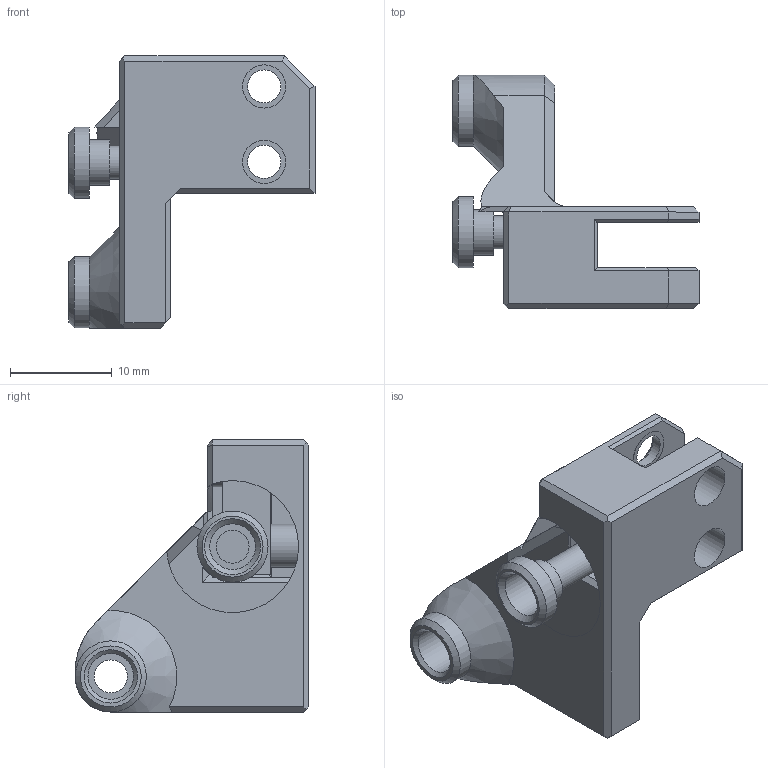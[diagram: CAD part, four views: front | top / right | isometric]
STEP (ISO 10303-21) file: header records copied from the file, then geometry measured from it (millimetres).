
FILE_DESCRIPTION(/* description */ (''),/* implementation_level */ '2;1');
FILE_NAME(/* name */ 'Vz-Printhead Printed-sb2040_mount.step',/* time_stamp */ '2023-01-25T22:28:23-08:00',/* author */ (''),/* organization */ (''),/* preprocessor_version */ 'ST-DEVELOPER v19.2',/* originating_system */ 'Autodesk Translation Framework v11.17.0.187',/* authorisation */ '');
FILE_SCHEMA (('AUTOMOTIVE_DESIGN { 1 0 10303 214 3 1 1 }'));
Length unit declared in the file: millimetre
Products named in the file (1): Vz-Printhead Printed v28
Bounding box: 24.22 x 23.02 x 26.79 mm (x, y, z)
Volume: 3590.5 mm3; surface area: 2496.5 mm2
Topology: 1 solids, 1 shells, 86 faces, 209 edges, 130 vertices
Faces by surface type: plane 58, cylinder 14, cone 11, bspline 3
Full cylindrical faces by diameter (mm): 3.25 x4, 4.25 x4, 4.5 x2, 7 x2
Entity records: 2574 total; most frequent: CARTESIAN_POINT 552, ORIENTED_EDGE 418, DIRECTION 394, EDGE_CURVE 209, LINE 148, VECTOR 148, VERTEX_POINT 130, AXIS2_PLACEMENT_3D 123
